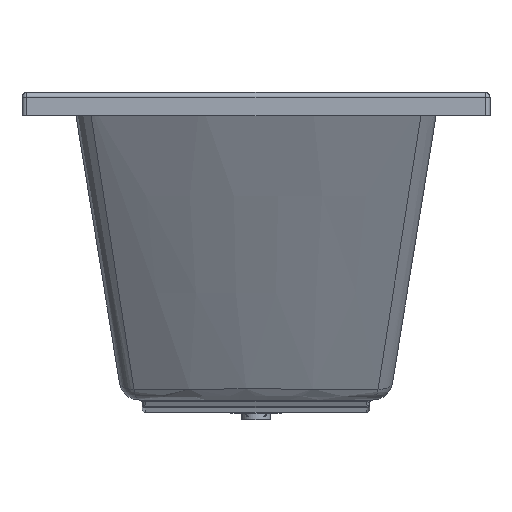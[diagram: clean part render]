
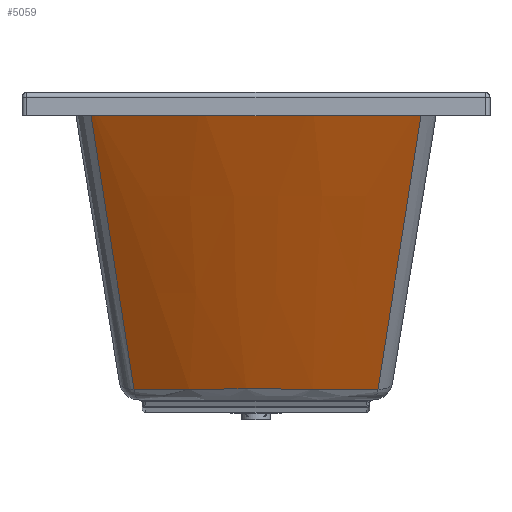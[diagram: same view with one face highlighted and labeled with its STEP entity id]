
A CAD part, left-side view. The second image highlights one B-rep face of the part: STEP entity #5059.
In plain terms, the highlighted free-form (B-spline) face has degree [3, 3] with [10, 4] control points.
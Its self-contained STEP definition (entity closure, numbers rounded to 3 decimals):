
#3166=CARTESIAN_POINT('',(211.102,71.53,-444.029));
#3167=VERTEX_POINT('',#3166);
#3175=CARTESIAN_POINT('',(211.102,436.47,-444.029));
#3176=VERTEX_POINT('',#3175);
#3177=CARTESIAN_POINT('',(211.102,71.53,-444.029));
#3178=CARTESIAN_POINT('',(207.093,84.093,-443.945));
#3179=CARTESIAN_POINT('',(202.288,101.065,-443.842));
#3180=CARTESIAN_POINT('',(194.174,135.451,-443.667));
#3181=CARTESIAN_POINT('',(188.731,165.974,-443.549));
#3182=CARTESIAN_POINT('',(184.842,201.143,-443.463));
#3183=CARTESIAN_POINT('',(183.459,222.076,-443.433));
#3184=CARTESIAN_POINT('',(182.986,235.292,-443.423));
#3185=CARTESIAN_POINT('',(182.769,244.102,-443.418));
#3186=CARTESIAN_POINT('',(182.66,254.,-443.415));
#3187=CARTESIAN_POINT('',(182.805,267.199,-443.419));
#3188=CARTESIAN_POINT('',(183.168,278.215,-443.427));
#3189=CARTESIAN_POINT('',(183.605,287.027,-443.436));
#3190=CARTESIAN_POINT('',(184.138,295.839,-443.448));
#3191=CARTESIAN_POINT('',(185.328,311.253,-443.474));
#3192=CARTESIAN_POINT('',(188.731,342.026,-443.549));
#3193=CARTESIAN_POINT('',(196.507,385.63,-443.718));
#3194=CARTESIAN_POINT('',(205.757,419.719,-443.916));
#3195=CARTESIAN_POINT('',(211.102,436.47,-444.029));
#3196=B_SPLINE_CURVE_WITH_KNOTS('',3,(#3177,#3178,#3179,#3180,#3181,#3182,#3183,#3184,#3185,#3186,#3187,#3188,#3189,#3190,#3191,#3192,#3193,#3194,#3195),.UNSPECIFIED.,.F.,.U.,(4,1,1,1,1,1,1,1,1,1,1,1,1,1,1,1,4),(-35.31,-31.527,-30.266,-25.221,-22.699,-20.177,-19.231,-18.916,-17.655,-16.394,-15.133,-14.502,-13.872,-12.611,-10.089,-5.044,0.0),.UNSPECIFIED.);
#3197=EDGE_CURVE('',#3167,#3176,#3196,.T.);
#3443=CARTESIAN_POINT('',(-8.592,3.502,-10.327));
#3444=VERTEX_POINT('',#3443);
#3464=CARTESIAN_POINT('',(-8.592,3.502,-10.327));
#3465=CARTESIAN_POINT('',(22.806,13.3,-72.229));
#3466=CARTESIAN_POINT('',(96.077,36.107,-216.76));
#3467=CARTESIAN_POINT('',(169.28,58.712,-361.351));
#3468=CARTESIAN_POINT('',(211.102,71.53,-444.029));
#3469=B_SPLINE_CURVE_WITH_KNOTS('',3,(#3464,#3465,#3466,#3467,#3468),.UNSPECIFIED.,.F.,.U.,(4,1,4),(-50.904,-29.873,-1.807),.UNSPECIFIED.);
#3470=EDGE_CURVE('',#3444,#3167,#3469,.T.);
#4272=CARTESIAN_POINT('',(-8.592,504.498,-10.327));
#4273=VERTEX_POINT('',#4272);
#4281=CARTESIAN_POINT('',(-8.592,504.498,-10.327));
#4282=CARTESIAN_POINT('',(-13.357,480.998,-10.364));
#4283=CARTESIAN_POINT('',(-21.559,433.661,-10.429));
#4284=CARTESIAN_POINT('',(-29.792,361.98,-10.496));
#4285=CARTESIAN_POINT('',(-33.223,301.976,-10.524));
#4286=CARTESIAN_POINT('',(-33.779,262.99,-10.528));
#4287=CARTESIAN_POINT('',(-33.715,245.009,-10.528));
#4288=CARTESIAN_POINT('',(-33.586,233.014,-10.527));
#4289=CARTESIAN_POINT('',(-32.369,176.029,-10.517));
#4290=CARTESIAN_POINT('',(-25.663,98.008,-10.462));
#4291=CARTESIAN_POINT('',(-13.357,27.002,-10.364));
#4292=CARTESIAN_POINT('',(-8.592,3.502,-10.327));
#4293=B_SPLINE_CURVE_WITH_KNOTS('',3,(#4281,#4282,#4283,#4284,#4285,#4286,#4287,#4288,#4289,#4290,#4291,#4292),.UNSPECIFIED.,.F.,.U.,(4,1,1,1,1,1,1,1,1,4),(0.0,7.244,14.488,21.732,25.354,26.26,27.165,28.976,43.464,50.708),.UNSPECIFIED.);
#4294=EDGE_CURVE('',#4273,#3444,#4293,.T.);
#4999=CARTESIAN_POINT('',(211.102,436.47,-444.029));
#5000=CARTESIAN_POINT('',(179.732,446.085,-382.013));
#5001=CARTESIAN_POINT('',(106.539,468.646,-237.411));
#5002=CARTESIAN_POINT('',(33.277,491.433,-92.874));
#5003=CARTESIAN_POINT('',(-8.592,504.498,-10.327));
#5004=B_SPLINE_CURVE_WITH_KNOTS('',3,(#4999,#5000,#5001,#5002,#5003),.UNSPECIFIED.,.F.,.U.,(4,1,4),(-49.711,-28.659,-0.614),.UNSPECIFIED.);
#5005=EDGE_CURVE('',#3176,#4273,#5004,.T.);
#5012=CARTESIAN_POINT('',(212.239,440.035,-444.029));
#5013=CARTESIAN_POINT('',(206.718,422.899,-444.029));
#5014=CARTESIAN_POINT('',(197.203,388.13,-444.029));
#5015=CARTESIAN_POINT('',(187.623,334.908,-444.029));
#5016=CARTESIAN_POINT('',(182.814,281.041,-444.029));
#5017=CARTESIAN_POINT('',(182.814,226.959,-444.029));
#5018=CARTESIAN_POINT('',(187.624,173.092,-444.029));
#5019=CARTESIAN_POINT('',(197.203,119.87,-444.029));
#5020=CARTESIAN_POINT('',(206.718,85.101,-444.029));
#5021=CARTESIAN_POINT('',(212.239,67.965,-444.029));
#5022=CARTESIAN_POINT('',(138.628,461.523,-299.462));
#5023=CARTESIAN_POINT('',(133.351,442.254,-299.462));
#5024=CARTESIAN_POINT('',(124.263,403.294,-299.462));
#5025=CARTESIAN_POINT('',(115.124,343.943,-299.462));
#5026=CARTESIAN_POINT('',(110.54,284.042,-299.462));
#5027=CARTESIAN_POINT('',(110.54,223.958,-299.462));
#5028=CARTESIAN_POINT('',(115.124,164.057,-299.462));
#5029=CARTESIAN_POINT('',(124.263,104.706,-299.462));
#5030=CARTESIAN_POINT('',(133.351,65.746,-299.462));
#5031=CARTESIAN_POINT('',(138.628,46.477,-299.462));
#5032=CARTESIAN_POINT('',(65.018,483.011,-154.894));
#5033=CARTESIAN_POINT('',(59.983,461.609,-154.894));
#5034=CARTESIAN_POINT('',(51.323,418.458,-154.894));
#5035=CARTESIAN_POINT('',(42.625,352.977,-154.894));
#5036=CARTESIAN_POINT('',(38.266,287.043,-154.894));
#5037=CARTESIAN_POINT('',(38.265,220.957,-154.894));
#5038=CARTESIAN_POINT('',(42.625,155.023,-154.894));
#5039=CARTESIAN_POINT('',(51.323,89.542,-154.894));
#5040=CARTESIAN_POINT('',(59.983,46.391,-154.894));
#5041=CARTESIAN_POINT('',(65.018,24.989,-154.894));
#5042=CARTESIAN_POINT('',(-8.592,504.498,-10.327));
#5043=CARTESIAN_POINT('',(-13.384,480.965,-10.327));
#5044=CARTESIAN_POINT('',(-21.617,433.621,-10.327));
#5045=CARTESIAN_POINT('',(-29.874,362.011,-10.327));
#5046=CARTESIAN_POINT('',(-34.009,290.044,-10.327));
#5047=CARTESIAN_POINT('',(-34.009,217.956,-10.327));
#5048=CARTESIAN_POINT('',(-29.874,145.989,-10.327));
#5049=CARTESIAN_POINT('',(-21.617,74.379,-10.327));
#5050=CARTESIAN_POINT('',(-13.384,27.035,-10.327));
#5051=CARTESIAN_POINT('',(-8.592,3.502,-10.327));
#5052=B_SPLINE_SURFACE_WITH_KNOTS('',3,3,((#5012,#5022,#5032,#5042),(#5013,#5023,#5033,#5043),(#5014,#5024,#5034,#5044),(#5015,#5025,#5035,#5045),(#5016,#5026,#5036,#5046),(#5017,#5027,#5037,#5047),(#5018,#5028,#5038,#5048),(#5019,#5029,#5039,#5049),(#5020,#5030,#5040,#5050),(#5021,#5031,#5041,#5051)),.UNSPECIFIED.,.F.,.F.,.U.,(4,1,1,1,1,1,1,4),(4,4),(0.042,0.173,0.304,0.435,0.565,0.696,0.827,0.958),(0.035,0.978),.UNSPECIFIED.);
#5053=ORIENTED_EDGE('',*,*,#3197,.F.);
#5054=ORIENTED_EDGE('',*,*,#3470,.F.);
#5055=ORIENTED_EDGE('',*,*,#4294,.F.);
#5056=ORIENTED_EDGE('',*,*,#5005,.F.);
#5057=EDGE_LOOP('',(#5053,#5054,#5055,#5056));
#5058=FACE_OUTER_BOUND('',#5057,.T.);
#5059=ADVANCED_FACE('',(#5058),#5052,.T.);
